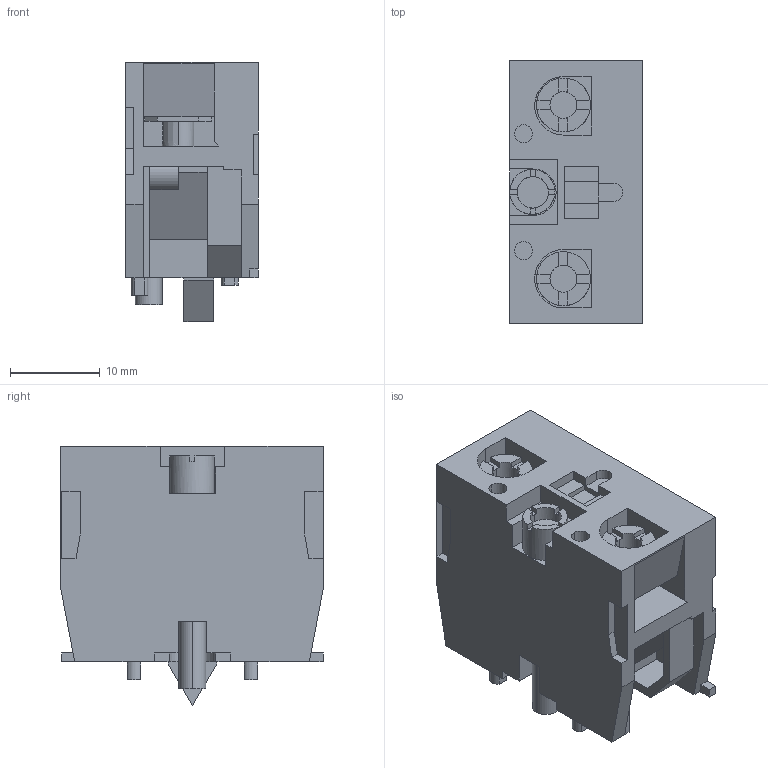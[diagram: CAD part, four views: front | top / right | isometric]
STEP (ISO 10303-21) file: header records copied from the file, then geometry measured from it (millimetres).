
FILE_DESCRIPTION((''),'2;1');
FILE_NAME('ZB2BE101-3D_ASM','2021-01-12T10:43:06',('SESA231899'),('Schneider-Electric'),'CREO PARAMETRIC BY PTC INC, 2019164','CREO PARAMETRIC BY PTC INC, 2019164','');
FILE_SCHEMA(('AP242_MANAGED_MODEL_BASED_3D_ENGINEERING_MIM_LF { 1 0 10303 442 1 1 4 }'));
Length unit declared in the file: millimetre
Products named in the file (2): ZB2BE101-3D_12; ZB2BE101-3D_ASM
Assembly tree (1 placements, depth 2):
  ZB2BE101-3D_ASM
    ZB2BE101-3D_12
Bounding box: 14.79 x 29.2 x 28.9 mm (x, y, z)
Volume: 8058.3 mm3; surface area: 4793.6 mm2
Topology: 1 solids, 1 shells, 263 faces, 755 edges, 512 vertices
Faces by surface type: plane 217, cylinder 42, extrusion 4
Entity records: 36614 total; most frequent: CARTESIAN_POINT 28479, ORIENTED_EDGE 1510, DIRECTION 1499, EDGE_CURVE 755, VECTOR 583, LINE 579, VERTEX_POINT 512, POLYLINE 462
